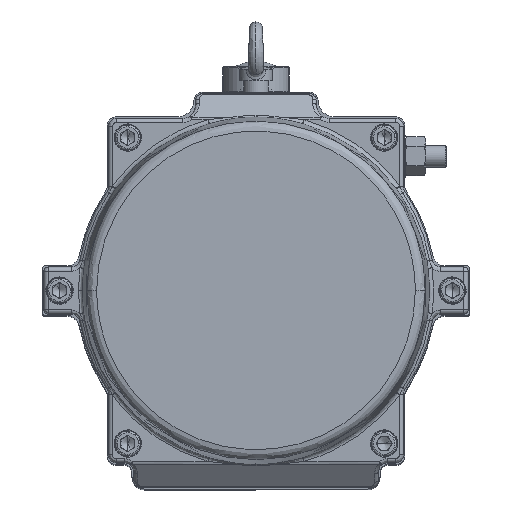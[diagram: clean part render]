
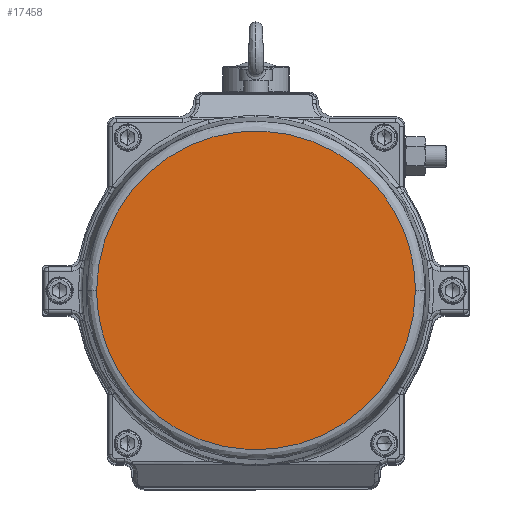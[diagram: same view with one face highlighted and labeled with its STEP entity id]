
A CAD part, top view. The second image highlights one B-rep face of the part: STEP entity #17458.
In plain terms, the highlighted planar face has unit normal (0, 0, 1).
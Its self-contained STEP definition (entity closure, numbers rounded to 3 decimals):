
#1485 = EDGE_CURVE ( 'NONE', #3381, #100659, #19569, .T. ) ;
#3381 = VERTEX_POINT ( 'NONE', #25285 ) ;
#14829 = AXIS2_PLACEMENT_3D ( 'NONE', #137140, #39484, #27316 ) ;
#15329 = FACE_OUTER_BOUND ( 'NONE', #60676, .T. ) ;
#17458 = ADVANCED_FACE ( 'NONE', ( #15329 ), #52224, .F. ) ;
#19569 =( BOUNDED_CURVE ( )  B_SPLINE_CURVE ( 3, ( #123785, #25680, #25152, #122214 ),
 .UNSPECIFIED., .F., .T. ) 
 B_SPLINE_CURVE_WITH_KNOTS ( ( 4, 4 ),
 ( 0., 1. ),
 .UNSPECIFIED. ) 
 CURVE ( )  GEOMETRIC_REPRESENTATION_ITEM ( )  RATIONAL_B_SPLINE_CURVE ( ( 1., 0.333, 0.333, 1. ) ) 
 REPRESENTATION_ITEM ( '' )  );
#25152 = CARTESIAN_POINT ( 'NONE',  ( -192.685, -385.37, 462.5 ) ) ;
#25285 = CARTESIAN_POINT ( 'NONE',  ( 192.685, 0., 462.5 ) ) ;
#25680 = CARTESIAN_POINT ( 'NONE',  ( 192.685, -385.37, 462.5 ) ) ;
#27316 = DIRECTION ( 'NONE',  ( -1., 0., 0. ) ) ;
#27907 = CARTESIAN_POINT ( 'NONE',  ( 192.685, 385.37, 462.5 ) ) ;
#28308 =( BOUNDED_CURVE ( )  B_SPLINE_CURVE ( 3, ( #102142, #149905, #27907, #138244 ),
 .UNSPECIFIED., .F., .F. ) 
 B_SPLINE_CURVE_WITH_KNOTS ( ( 4, 4 ),
 ( 0., 1. ),
 .UNSPECIFIED. ) 
 CURVE ( )  GEOMETRIC_REPRESENTATION_ITEM ( )  RATIONAL_B_SPLINE_CURVE ( ( 1., 0.333, 0.333, 1. ) ) 
 REPRESENTATION_ITEM ( '' )  );
#39484 = DIRECTION ( 'NONE',  ( 0., 0., -1. ) ) ;
#52224 = PLANE ( 'NONE',  #14829 ) ;
#60676 = EDGE_LOOP ( 'NONE', ( #153389, #128736 ) ) ;
#85096 = EDGE_CURVE ( 'NONE', #100659, #3381, #28308, .T. ) ;
#100659 = VERTEX_POINT ( 'NONE', #138296 ) ;
#102142 = CARTESIAN_POINT ( 'NONE',  ( -192.685, 0., 462.5 ) ) ;
#122214 = CARTESIAN_POINT ( 'NONE',  ( -192.685, 0., 462.5 ) ) ;
#123785 = CARTESIAN_POINT ( 'NONE',  ( 192.685, 0., 462.5 ) ) ;
#128736 = ORIENTED_EDGE ( 'NONE', *, *, #85096, .F. ) ;
#137140 = CARTESIAN_POINT ( 'NONE',  ( 0., 0., 462.5 ) ) ;
#138244 = CARTESIAN_POINT ( 'NONE',  ( 192.685, 0., 462.5 ) ) ;
#138296 = CARTESIAN_POINT ( 'NONE',  ( -192.685, 0., 462.5 ) ) ;
#149905 = CARTESIAN_POINT ( 'NONE',  ( -192.685, 385.37, 462.5 ) ) ;
#153389 = ORIENTED_EDGE ( 'NONE', *, *, #1485, .F. ) ;
